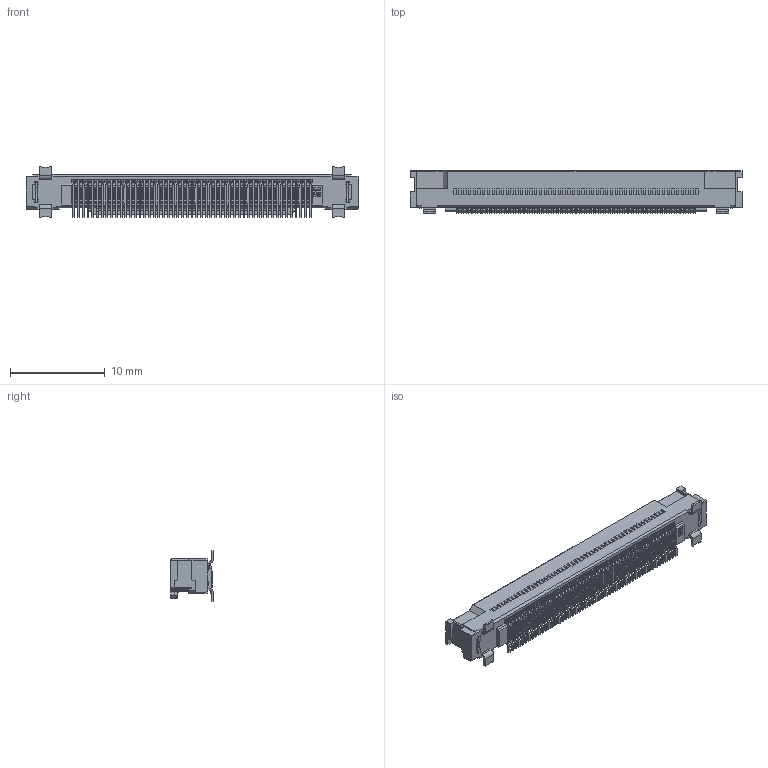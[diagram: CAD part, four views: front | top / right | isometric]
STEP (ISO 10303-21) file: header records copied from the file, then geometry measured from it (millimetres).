
FILE_DESCRIPTION (( 'STEP AP214' ), '1' );
FILE_NAME ('HF507S-51-02.STEP', '2020-09-17T13:10:16', ( '' ), ( '' ), 'SwSTEP 2.0', 'SolidWorks 2018', '' );
FILE_SCHEMA (( 'AUTOMOTIVE_DESIGN' ));
Length unit declared in the file: millimetre
Products named in the file (2): HF507S-51-02
Bounding box: 35.1 x 4.5 x 5.35 mm (x, y, z)
Volume: 488 mm3; surface area: 931.7 mm2
Topology: 1 solids, 1 shells, 3946 faces, 10454 edges, 6572 vertices
Faces by surface type: plane 3390, cylinder 439, bspline 117
Entity records: 120065 total; most frequent: CARTESIAN_POINT 23316, ORIENTED_EDGE 20908, DIRECTION 18559, EDGE_CURVE 10454, VECTOR 9129, LINE 9129, VERTEX_POINT 6572, AXIS2_PLACEMENT_3D 4715
